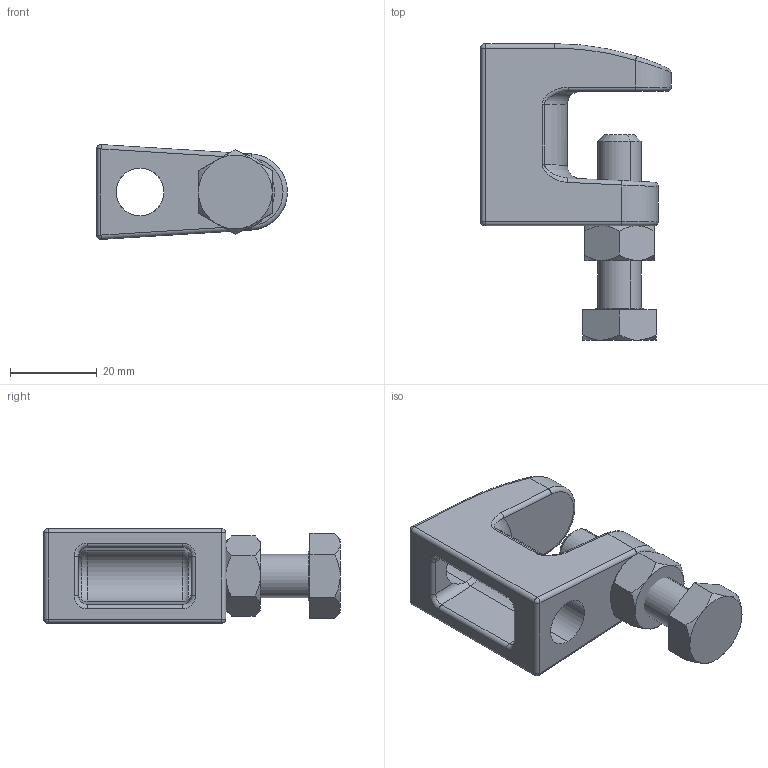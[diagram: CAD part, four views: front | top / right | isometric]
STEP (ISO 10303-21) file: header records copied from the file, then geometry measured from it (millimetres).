
FILE_DESCRIPTION (( 'STEP AP203' ), '1' );
FILE_NAME ('10-02-2482.STEP', '2013-05-06T06:34:04', ( 'asennus' ), ( '' ), 'SwSTEP 2.0', 'SolidWorks 2013', '' );
FILE_SCHEMA (( 'CONFIG_CONTROL_DESIGN' ));
Length unit declared in the file: millimetre
Products named in the file (1): 10-02-2482
Bounding box: 44 x 68.4 x 21.87 mm (x, y, z)
Volume: 23583.9 mm3; surface area: 10460.2 mm2
Topology: 3 solids, 3 shells, 112 faces, 257 edges, 148 vertices
Faces by surface type: cylinder 40, plane 29, cone 20, bspline 14, torus 5, sphere 4
Entity records: 4103 total; most frequent: CARTESIAN_POINT 1676, ORIENTED_EDGE 506, DIRECTION 472, EDGE_CURVE 253, AXIS2_PLACEMENT_3D 194, VERTEX_POINT 148, EDGE_LOOP 121, ADVANCED_FACE 112
